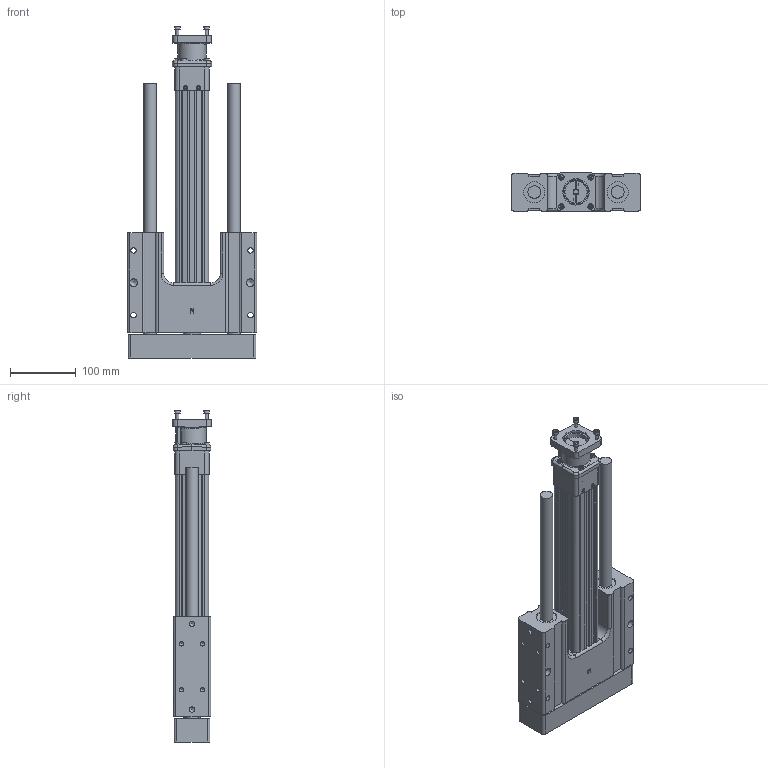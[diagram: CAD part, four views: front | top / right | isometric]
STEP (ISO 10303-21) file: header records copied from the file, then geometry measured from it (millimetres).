
FILE_DESCRIPTION (( 'STEP AP203' ), '1' );
FILE_NAME ('GS-489564-1.step', '2025-05-30T12:45:28', ( '' ), ( '' ), 'SwSTEP 2.0', 'SolidWorks 2024', '' );
FILE_SCHEMA (( 'CONFIG_CONTROL_DESIGN' ));
Length unit declared in the file: inch
Products named in the file (7): temp10_32241014_GS-489564-1; Base_GS-489564-1; temp11_32241014_GS-489564-1; temp3_22241064_GS-489564-1_DEFAULT WEB; tempJoin5_32249806_GS-489564-1; GS-489564-1; tempJoin16_45109053_GS-489564-1
Assembly tree (6 placements, depth 2):
  GS-489564-1
    tempJoin5_32249806_GS-489564-1
    temp10_32241014_GS-489564-1
    temp11_32241014_GS-489564-1
    temp3_22241064_GS-489564-1_DEFAULT WEB
    tempJoin16_45109053_GS-489564-1
    Base_GS-489564-1
Bounding box: 196.85 x 58.18 x 504.92 mm (x, y, z)
Volume: 2567731.4 mm3; surface area: 442619.5 mm2
Topology: 10 solids, 29 shells, 889 faces, 2114 edges, 1361 vertices
Faces by surface type: plane 485, cylinder 278, cone 69, bspline 30, torus 27
Full cylindrical faces by diameter (mm): 1.981 x2, 2.5 x1, 2.921 x4, 3.3 x8, 3.969 x2, 3.988 x2, 4 x13, 4.572 x1, 4.623 x4, 4.826 x4, 5 x8, 5.001 x6, 5.613 x4, 6.25 x2, 6.35 x2, 6.756 x4, 6.8 x8, 7 x9, 7.874 x4, 7.938 x1, 8.001 x1, 8.014 x2, 8.255 x4, 8.5 x14, 9.525 x1, 9.652 x4, 11.016 x2, 11.176 x4, 12.014 x2, 12.7 x1
Entity records: 26162 total; most frequent: CARTESIAN_POINT 6096, DIRECTION 4077, ORIENTED_EDGE 3598, EDGE_CURVE 1799, AXIS2_PLACEMENT_3D 1541, VERTEX_POINT 1274, EDGE_LOOP 1253, FACE_OUTER_BOUND 1044
